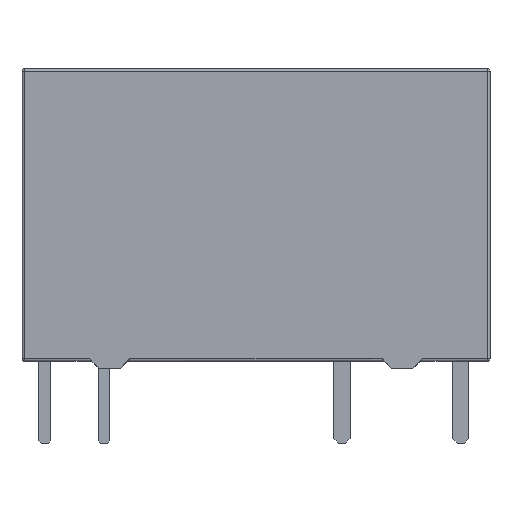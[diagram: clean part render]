
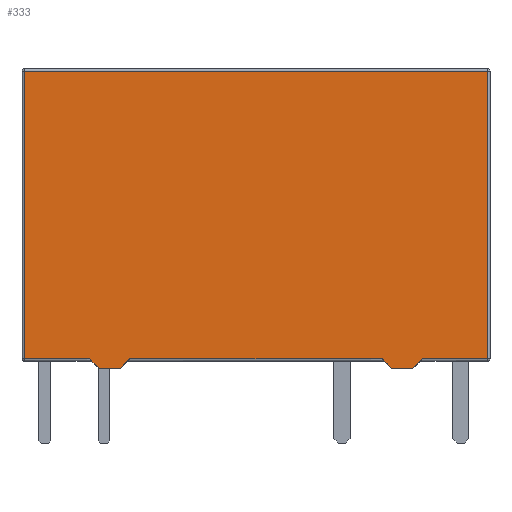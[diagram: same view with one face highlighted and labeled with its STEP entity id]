
A CAD part, front view. The second image highlights one B-rep face of the part: STEP entity #333.
In plain terms, the highlighted planar face has unit normal (0, -1, 0).
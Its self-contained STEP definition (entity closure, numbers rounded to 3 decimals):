
#161=FACE_OUTER_BOUND('',#514,.T.);
#333=ADVANCED_FACE('',(#161),#444,.F.);
#444=PLANE('',#1940);
#514=EDGE_LOOP('',(#683,#684,#685,#686,#687,#688,#689,#690,#691,#692,#693,
#694));
#683=ORIENTED_EDGE('',*,*,#1360,.T.);
#684=ORIENTED_EDGE('',*,*,#1361,.T.);
#685=ORIENTED_EDGE('',*,*,#1362,.F.);
#686=ORIENTED_EDGE('',*,*,#1363,.T.);
#687=ORIENTED_EDGE('',*,*,#1364,.T.);
#688=ORIENTED_EDGE('',*,*,#1365,.T.);
#689=ORIENTED_EDGE('',*,*,#1366,.T.);
#690=ORIENTED_EDGE('',*,*,#1367,.T.);
#691=ORIENTED_EDGE('',*,*,#1368,.T.);
#692=ORIENTED_EDGE('',*,*,#1369,.T.);
#693=ORIENTED_EDGE('',*,*,#1370,.T.);
#694=ORIENTED_EDGE('',*,*,#1371,.T.);
#1203=VERTEX_POINT('',#2800);
#1204=VERTEX_POINT('',#2801);
#1205=VERTEX_POINT('',#2803);
#1206=VERTEX_POINT('',#2805);
#1207=VERTEX_POINT('',#2807);
#1208=VERTEX_POINT('',#2809);
#1209=VERTEX_POINT('',#2811);
#1210=VERTEX_POINT('',#2813);
#1211=VERTEX_POINT('',#2815);
#1212=VERTEX_POINT('',#2817);
#1213=VERTEX_POINT('',#2819);
#1214=VERTEX_POINT('',#2821);
#1360=EDGE_CURVE('',#1203,#1204,#1619,.T.);
#1361=EDGE_CURVE('',#1204,#1205,#1620,.T.);
#1362=EDGE_CURVE('',#1206,#1205,#1621,.T.);
#1363=EDGE_CURVE('',#1206,#1207,#1622,.T.);
#1364=EDGE_CURVE('',#1207,#1208,#1623,.T.);
#1365=EDGE_CURVE('',#1208,#1209,#1624,.T.);
#1366=EDGE_CURVE('',#1209,#1210,#1625,.T.);
#1367=EDGE_CURVE('',#1210,#1211,#1626,.T.);
#1368=EDGE_CURVE('',#1211,#1212,#1627,.T.);
#1369=EDGE_CURVE('',#1212,#1213,#1628,.T.);
#1370=EDGE_CURVE('',#1213,#1214,#1629,.T.);
#1371=EDGE_CURVE('',#1214,#1203,#1630,.T.);
#1619=LINE('',#2799,#1806);
#1620=LINE('',#2802,#1807);
#1621=LINE('',#2804,#1808);
#1622=LINE('',#2806,#1809);
#1623=LINE('',#2808,#1810);
#1624=LINE('',#2810,#1811);
#1625=LINE('',#2812,#1812);
#1626=LINE('',#2814,#1813);
#1627=LINE('',#2816,#1814);
#1628=LINE('',#2818,#1815);
#1629=LINE('',#2820,#1816);
#1630=LINE('',#2822,#1817);
#1806=VECTOR('',#2188,1.);
#1807=VECTOR('',#2189,1.);
#1808=VECTOR('',#2190,1.);
#1809=VECTOR('',#2191,1.);
#1810=VECTOR('',#2192,1.);
#1811=VECTOR('',#2193,1.);
#1812=VECTOR('',#2194,1.);
#1813=VECTOR('',#2195,1.);
#1814=VECTOR('',#2196,1.);
#1815=VECTOR('',#2197,1.);
#1816=VECTOR('',#2198,1.);
#1817=VECTOR('',#2199,1.);
#1940=AXIS2_PLACEMENT_3D('',#2823,#2200,#2201);
#2188=DIRECTION('',(1.,0.,0.));
#2189=DIRECTION('',(0.707,0.,-0.707));
#2190=DIRECTION('',(-1.,0.,0.));
#2191=DIRECTION('',(0.707,0.,0.707));
#2192=DIRECTION('',(1.,0.,0.));
#2193=DIRECTION('',(0.,0.,1.));
#2194=DIRECTION('',(-1.,0.,0.));
#2195=DIRECTION('',(0.,0.,-1.));
#2196=DIRECTION('',(1.,0.,0.));
#2197=DIRECTION('',(0.707,0.,-0.707));
#2198=DIRECTION('',(1.,0.,0.));
#2199=DIRECTION('',(0.707,0.,0.707));
#2200=DIRECTION('',(0.,1.,0.));
#2201=DIRECTION('',(-1.,0.,0.));
#2799=CARTESIAN_POINT('',(-10.,-2.5,0.1));
#2800=CARTESIAN_POINT('',(-5.4,-2.5,0.1));
#2801=CARTESIAN_POINT('',(5.4,-2.5,0.1));
#2802=CARTESIAN_POINT('',(5.5,-2.5,0.));
#2803=CARTESIAN_POINT('',(5.8,-2.5,-0.3));
#2804=CARTESIAN_POINT('',(7.,-2.5,-0.3));
#2805=CARTESIAN_POINT('',(6.7,-2.5,-0.3));
#2806=CARTESIAN_POINT('',(6.7,-2.5,-0.3));
#2807=CARTESIAN_POINT('',(7.1,-2.5,0.1));
#2808=CARTESIAN_POINT('',(-10.,-2.5,0.1));
#2809=CARTESIAN_POINT('',(9.9,-2.5,0.1));
#2810=CARTESIAN_POINT('',(9.9,-2.5,12.5));
#2811=CARTESIAN_POINT('',(9.9,-2.5,12.4));
#2812=CARTESIAN_POINT('',(-10.,-2.5,12.4));
#2813=CARTESIAN_POINT('',(-9.9,-2.5,12.4));
#2814=CARTESIAN_POINT('',(-9.9,-2.5,12.5));
#2815=CARTESIAN_POINT('',(-9.9,-2.5,0.1));
#2816=CARTESIAN_POINT('',(-10.,-2.5,0.1));
#2817=CARTESIAN_POINT('',(-7.1,-2.5,0.1));
#2818=CARTESIAN_POINT('',(-7.,-2.5,0.));
#2819=CARTESIAN_POINT('',(-6.7,-2.5,-0.3));
#2820=CARTESIAN_POINT('',(-7.,-2.5,-0.3));
#2821=CARTESIAN_POINT('',(-5.8,-2.5,-0.3));
#2822=CARTESIAN_POINT('',(-5.8,-2.5,-0.3));
#2823=CARTESIAN_POINT('',(-10.,-2.5,12.5));
